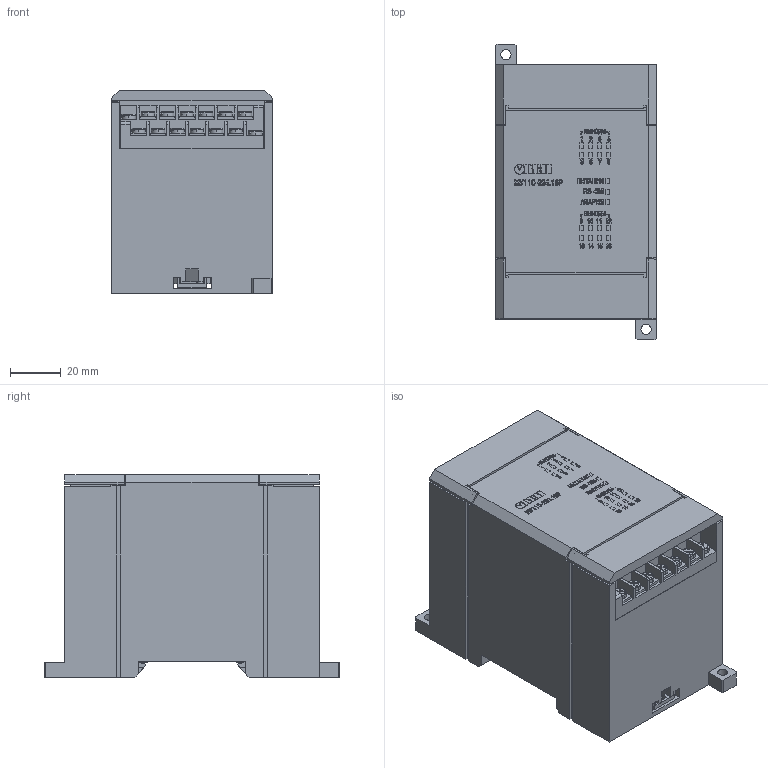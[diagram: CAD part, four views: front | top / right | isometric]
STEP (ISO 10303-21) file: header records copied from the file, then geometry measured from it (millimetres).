
FILE_DESCRIPTION (( 'STEP AP214' ), '1' );
FILE_NAME ('3D ������ ��110-224.16� [M01].STEP', '2021-02-24T09:16:17', ( '' ), ( '' ), 'SwSTEP 2.0', 'SolidWorks 2015', '' );
FILE_SCHEMA (( 'AUTOMOTIVE_DESIGN' ));
Length unit declared in the file: millimetre
Products named in the file (5): ����⪠ ��-12 (�01); 完牘聶 警110; Šàëèª  Œå110 (Œ01); 3D ������ ��110-224.16� [M01]; ‡ é¥«ª  Din (M01)
Assembly tree (7 placements, depth 2):
  3D ������ ��110-224.16� [M01]
    完牘聶 警110
    ‡ é¥«ª  Din (M01)  x2
    ����⪠ ��-12 (�01)  x2
    Šàëèª  Œå110 (Œ01)  x2
Bounding box: 63 x 115.81 x 79.63 mm (x, y, z)
Volume: 458513.7 mm3; surface area: 66521.2 mm2
Topology: 35 solids, 35 shells, 3317 faces, 9491 edges, 6411 vertices
Faces by surface type: plane 3007, cylinder 162, torus 92, cone 52, bspline 4
Entity records: 119211 total; most frequent: CARTESIAN_POINT 17208, ORIENTED_EDGE 16354, DIRECTION 14025, EDGE_CURVE 8177, LINE 7645, VECTOR 7645, VERTEX_POINT 5541, AXIS2_PLACEMENT_3D 3190
